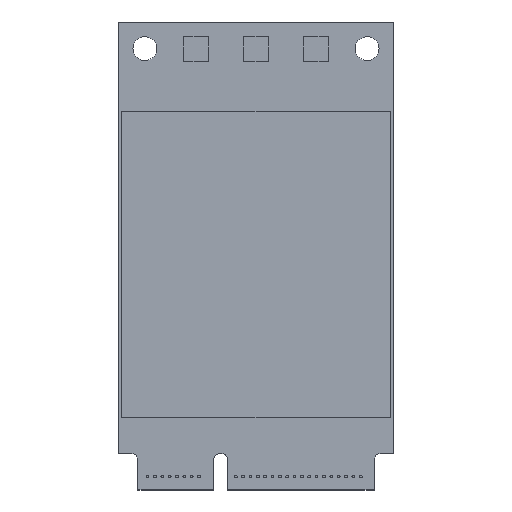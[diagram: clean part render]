
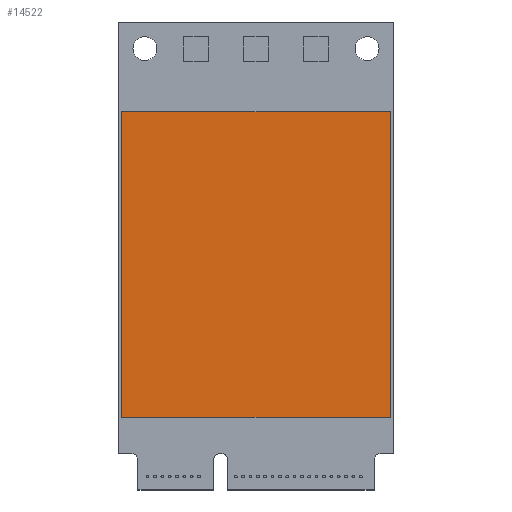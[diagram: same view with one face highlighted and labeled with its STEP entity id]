
A CAD part, top view. The second image highlights one B-rep face of the part: STEP entity #14522.
In plain terms, the highlighted planar face has unit normal (0, 0, 1).
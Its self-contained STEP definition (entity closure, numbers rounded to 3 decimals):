
#14208 = VERTEX_POINT('',#14209);
#14209 = CARTESIAN_POINT('',(29.625,41.15,3.2));
#14216 = PLANE('',#14217);
#14217 = AXIS2_PLACEMENT_3D('',#14218,#14219,#14220);
#14218 = CARTESIAN_POINT('',(29.625,41.15,0.));
#14219 = DIRECTION('',(0.,-1.,0.));
#14220 = DIRECTION('',(-1.,0.,0.));
#14228 = PLANE('',#14229);
#14229 = AXIS2_PLACEMENT_3D('',#14230,#14231,#14232);
#14230 = CARTESIAN_POINT('',(29.625,7.9,0.));
#14231 = DIRECTION('',(-1.,0.,0.));
#14232 = DIRECTION('',(0.,1.,0.));
#14240 = EDGE_CURVE('',#14208,#14241,#14243,.T.);
#14241 = VERTEX_POINT('',#14242);
#14242 = CARTESIAN_POINT('',(0.375,41.15,3.2));
#14243 = SURFACE_CURVE('',#14244,(#14248,#14255),.PCURVE_S1.);
#14244 = LINE('',#14245,#14246);
#14245 = CARTESIAN_POINT('',(29.625,41.15,3.2));
#14246 = VECTOR('',#14247,1.);
#14247 = DIRECTION('',(-1.,0.,0.));
#14248 = PCURVE('',#14216,#14249);
#14249 = DEFINITIONAL_REPRESENTATION('',(#14250),#14254);
#14250 = LINE('',#14251,#14252);
#14251 = CARTESIAN_POINT('',(0.,-3.2));
#14252 = VECTOR('',#14253,1.);
#14253 = DIRECTION('',(1.,0.));
#14254 = ( GEOMETRIC_REPRESENTATION_CONTEXT(2) 
PARAMETRIC_REPRESENTATION_CONTEXT() REPRESENTATION_CONTEXT('2D SPACE',''
  ) );
#14255 = PCURVE('',#14256,#14261);
#14256 = PLANE('',#14257);
#14257 = AXIS2_PLACEMENT_3D('',#14258,#14259,#14260);
#14258 = CARTESIAN_POINT('',(29.625,41.15,3.2));
#14259 = DIRECTION('',(0.,0.,-1.));
#14260 = DIRECTION('',(0.,1.,0.));
#14261 = DEFINITIONAL_REPRESENTATION('',(#14262),#14266);
#14262 = LINE('',#14263,#14264);
#14263 = CARTESIAN_POINT('',(0.,0.));
#14264 = VECTOR('',#14265,1.);
#14265 = DIRECTION('',(0.,-1.));
#14266 = ( GEOMETRIC_REPRESENTATION_CONTEXT(2) 
PARAMETRIC_REPRESENTATION_CONTEXT() REPRESENTATION_CONTEXT('2D SPACE',''
  ) );
#14284 = PLANE('',#14285);
#14285 = AXIS2_PLACEMENT_3D('',#14286,#14287,#14288);
#14286 = CARTESIAN_POINT('',(0.375,41.15,0.));
#14287 = DIRECTION('',(1.,0.,0.));
#14288 = DIRECTION('',(0.,-1.,0.));
#14328 = VERTEX_POINT('',#14329);
#14329 = CARTESIAN_POINT('',(29.625,7.9,3.2));
#14343 = PLANE('',#14344);
#14344 = AXIS2_PLACEMENT_3D('',#14345,#14346,#14347);
#14345 = CARTESIAN_POINT('',(0.375,7.9,0.));
#14346 = DIRECTION('',(0.,1.,0.));
#14347 = DIRECTION('',(1.,0.,0.));
#14355 = EDGE_CURVE('',#14328,#14208,#14356,.T.);
#14356 = SURFACE_CURVE('',#14357,(#14361,#14368),.PCURVE_S1.);
#14357 = LINE('',#14358,#14359);
#14358 = CARTESIAN_POINT('',(29.625,7.9,3.2));
#14359 = VECTOR('',#14360,1.);
#14360 = DIRECTION('',(0.,1.,0.));
#14361 = PCURVE('',#14228,#14362);
#14362 = DEFINITIONAL_REPRESENTATION('',(#14363),#14367);
#14363 = LINE('',#14364,#14365);
#14364 = CARTESIAN_POINT('',(0.,-3.2));
#14365 = VECTOR('',#14366,1.);
#14366 = DIRECTION('',(1.,0.));
#14367 = ( GEOMETRIC_REPRESENTATION_CONTEXT(2) 
PARAMETRIC_REPRESENTATION_CONTEXT() REPRESENTATION_CONTEXT('2D SPACE',''
  ) );
#14368 = PCURVE('',#14256,#14369);
#14369 = DEFINITIONAL_REPRESENTATION('',(#14370),#14374);
#14370 = LINE('',#14371,#14372);
#14371 = CARTESIAN_POINT('',(-33.25,0.));
#14372 = VECTOR('',#14373,1.);
#14373 = DIRECTION('',(1.,0.));
#14374 = ( GEOMETRIC_REPRESENTATION_CONTEXT(2) 
PARAMETRIC_REPRESENTATION_CONTEXT() REPRESENTATION_CONTEXT('2D SPACE',''
  ) );
#14402 = EDGE_CURVE('',#14241,#14403,#14405,.T.);
#14403 = VERTEX_POINT('',#14404);
#14404 = CARTESIAN_POINT('',(0.375,7.9,3.2));
#14405 = SURFACE_CURVE('',#14406,(#14410,#14417),.PCURVE_S1.);
#14406 = LINE('',#14407,#14408);
#14407 = CARTESIAN_POINT('',(0.375,41.15,3.2));
#14408 = VECTOR('',#14409,1.);
#14409 = DIRECTION('',(0.,-1.,0.));
#14410 = PCURVE('',#14284,#14411);
#14411 = DEFINITIONAL_REPRESENTATION('',(#14412),#14416);
#14412 = LINE('',#14413,#14414);
#14413 = CARTESIAN_POINT('',(0.,-3.2));
#14414 = VECTOR('',#14415,1.);
#14415 = DIRECTION('',(1.,0.));
#14416 = ( GEOMETRIC_REPRESENTATION_CONTEXT(2) 
PARAMETRIC_REPRESENTATION_CONTEXT() REPRESENTATION_CONTEXT('2D SPACE',''
  ) );
#14417 = PCURVE('',#14256,#14418);
#14418 = DEFINITIONAL_REPRESENTATION('',(#14419),#14423);
#14419 = LINE('',#14420,#14421);
#14420 = CARTESIAN_POINT('',(0.,-29.25));
#14421 = VECTOR('',#14422,1.);
#14422 = DIRECTION('',(-1.,0.));
#14423 = ( GEOMETRIC_REPRESENTATION_CONTEXT(2) 
PARAMETRIC_REPRESENTATION_CONTEXT() REPRESENTATION_CONTEXT('2D SPACE',''
  ) );
#14473 = EDGE_CURVE('',#14403,#14328,#14474,.T.);
#14474 = SURFACE_CURVE('',#14475,(#14479,#14486),.PCURVE_S1.);
#14475 = LINE('',#14476,#14477);
#14476 = CARTESIAN_POINT('',(0.375,7.9,3.2));
#14477 = VECTOR('',#14478,1.);
#14478 = DIRECTION('',(1.,0.,0.));
#14479 = PCURVE('',#14343,#14480);
#14480 = DEFINITIONAL_REPRESENTATION('',(#14481),#14485);
#14481 = LINE('',#14482,#14483);
#14482 = CARTESIAN_POINT('',(0.,-3.2));
#14483 = VECTOR('',#14484,1.);
#14484 = DIRECTION('',(1.,0.));
#14485 = ( GEOMETRIC_REPRESENTATION_CONTEXT(2) 
PARAMETRIC_REPRESENTATION_CONTEXT() REPRESENTATION_CONTEXT('2D SPACE',''
  ) );
#14486 = PCURVE('',#14256,#14487);
#14487 = DEFINITIONAL_REPRESENTATION('',(#14488),#14492);
#14488 = LINE('',#14489,#14490);
#14489 = CARTESIAN_POINT('',(-33.25,-29.25));
#14490 = VECTOR('',#14491,1.);
#14491 = DIRECTION('',(0.,1.));
#14492 = ( GEOMETRIC_REPRESENTATION_CONTEXT(2) 
PARAMETRIC_REPRESENTATION_CONTEXT() REPRESENTATION_CONTEXT('2D SPACE',''
  ) );
#14522 = ADVANCED_FACE('',(#14523),#14256,.F.);
#14523 = FACE_BOUND('',#14524,.T.);
#14524 = EDGE_LOOP('',(#14525,#14526,#14527,#14528));
#14525 = ORIENTED_EDGE('',*,*,#14240,.T.);
#14526 = ORIENTED_EDGE('',*,*,#14402,.T.);
#14527 = ORIENTED_EDGE('',*,*,#14473,.T.);
#14528 = ORIENTED_EDGE('',*,*,#14355,.T.);
